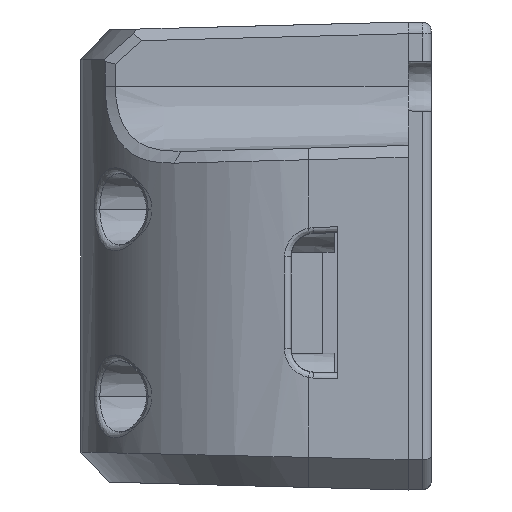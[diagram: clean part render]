
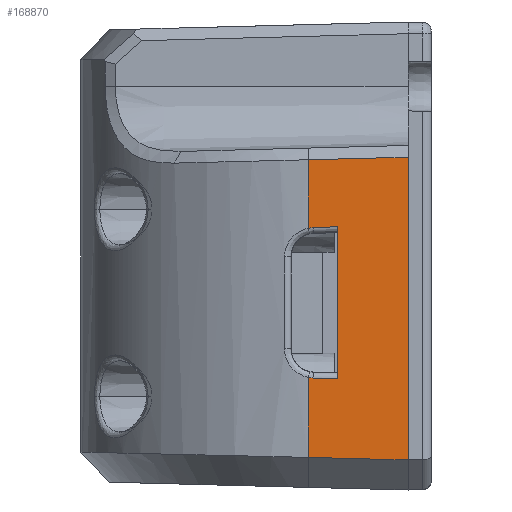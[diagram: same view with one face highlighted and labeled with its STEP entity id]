
A CAD part, left-side view. The second image highlights one B-rep face of the part: STEP entity #168870.
In plain terms, the highlighted planar face has unit normal (-1, 0.026, 0).
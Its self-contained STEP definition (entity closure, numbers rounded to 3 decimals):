
#164320=CARTESIAN_POINT('',(-150.,2.,
-17.435));
#164330=VERTEX_POINT('',#164320);
#166450=CARTESIAN_POINT('',(-150.,2.,8.448));
#166460=VERTEX_POINT('',#166450);
#167840=CARTESIAN_POINT('',(-150.,2.,5.));
#167850=DIRECTION('',(0.,0.,-1.));
#167860=VECTOR('',#167850,1.);
#167870=LINE('',#167840,#167860);
#167880=EDGE_CURVE('',#166460,#164330,#167870,.T.);
#168030=CARTESIAN_POINT('',(-150.,2.,-17.995));
#168040=DIRECTION('',(-1.,0.026,0.));
#168050=DIRECTION('',(0.,0.,1.));
#168060=AXIS2_PLACEMENT_3D('',#168030,#168040,#168050);
#168070=PLANE('',#168060);
#168080=CARTESIAN_POINT('',(-149.843,8.,
2.501));
#168090=DIRECTION('',(0.026,0.999,
-0.035));
#168100=VECTOR('',#168090,1.);
#168110=LINE('',#168080,#168100);
#168120=CARTESIAN_POINT('',(-149.843,8.,2.501));
#168130=VERTEX_POINT('',#168120);
#168140=CARTESIAN_POINT('',(-149.788,10.1,
2.427));
#168150=VERTEX_POINT('',#168140);
#168160=EDGE_CURVE('',#168130,#168150,#168110,.T.);
#168170=ORIENTED_EDGE('',*,*,#168160,.F.);
#168180=CARTESIAN_POINT('',(-149.788,10.1,
2.427));
#168190=CARTESIAN_POINT('',(-149.787,10.148,
2.426));
#168200=CARTESIAN_POINT('',(-149.784,10.242,
2.42));
#168210=CARTESIAN_POINT('',(-149.78,10.384,
2.403));
#168220=CARTESIAN_POINT('',(-149.778,10.477,
2.386));
#168230=CARTESIAN_POINT('',(-149.777,10.524,
2.376));
#168240=B_SPLINE_CURVE_WITH_KNOTS('',3,(#168180,#168190,#168200,#168210,
#168220,#168230),.UNSPECIFIED.,.F.,.F.,(4,1,1,4),(0.,0.333,
0.667,1.),.UNSPECIFIED.);
#168250=CARTESIAN_POINT('',(-149.777,10.524,
2.376));
#168260=VERTEX_POINT('',#168250);
#168270=EDGE_CURVE('',#168150,#168260,#168240,.T.);
#168280=ORIENTED_EDGE('',*,*,#168270,.F.);
#168290=CARTESIAN_POINT('',(-149.777,10.524,
8.225));
#168300=DIRECTION('',(0.,0.,-1.));
#168310=VECTOR('',#168300,1.);
#168320=LINE('',#168290,#168310);
#168330=CARTESIAN_POINT('',(-149.777,10.524,
8.225));
#168340=VERTEX_POINT('',#168330);
#168350=EDGE_CURVE('',#168340,#168260,#168320,.T.);
#168360=ORIENTED_EDGE('',*,*,#168350,.T.);
#168370=CARTESIAN_POINT('',(-149.777,10.524,
8.225));
#168380=DIRECTION('',(-0.026,-0.999,
0.026));
#168390=VECTOR('',#168380,1.);
#168400=LINE('',#168370,#168390);
#168410=EDGE_CURVE('',#168340,#166460,#168400,.T.);
#168420=ORIENTED_EDGE('',*,*,#168410,.F.);
#168430=ORIENTED_EDGE('',*,*,#167880,.F.);
#168440=CARTESIAN_POINT('',(-150.,2.,-17.435));
#168450=DIRECTION('',(0.026,0.999,
0.026));
#168460=VECTOR('',#168450,1.);
#168470=LINE('',#168440,#168460);
#168480=CARTESIAN_POINT('',(-149.777,10.524,
-17.211));
#168490=VERTEX_POINT('',#168480);
#168500=EDGE_CURVE('',#164330,#168490,#168470,.T.);
#168510=ORIENTED_EDGE('',*,*,#168500,.F.);
#168520=CARTESIAN_POINT('',(-149.777,10.524,
-10.376));
#168530=DIRECTION('',(0.,0.,-1.));
#168540=VECTOR('',#168530,1.);
#168550=LINE('',#168520,#168540);
#168560=CARTESIAN_POINT('',(-149.777,10.524,
-10.376));
#168570=VERTEX_POINT('',#168560);
#168580=EDGE_CURVE('',#168570,#168490,#168550,.T.);
#168590=ORIENTED_EDGE('',*,*,#168580,.T.);
#168600=CARTESIAN_POINT('',(-149.777,10.524,
-10.376));
#168610=CARTESIAN_POINT('',(-149.778,10.477,
-10.386));
#168620=CARTESIAN_POINT('',(-149.78,10.384,
-10.403));
#168630=CARTESIAN_POINT('',(-149.784,10.242,
-10.42));
#168640=CARTESIAN_POINT('',(-149.787,10.148,
-10.426));
#168650=CARTESIAN_POINT('',(-149.788,10.1,
-10.427));
#168660=B_SPLINE_CURVE_WITH_KNOTS('',3,(#168600,#168610,#168620,#168630,
#168640,#168650),.UNSPECIFIED.,.F.,.F.,(4,1,1,4),(0.,0.333,
0.667,1.),.UNSPECIFIED.);
#168670=CARTESIAN_POINT('',(-149.788,10.1,
-10.427));
#168680=VERTEX_POINT('',#168670);
#168690=EDGE_CURVE('',#168570,#168680,#168660,.T.);
#168700=ORIENTED_EDGE('',*,*,#168690,.F.);
#168710=CARTESIAN_POINT('',(-149.788,10.1,
-10.427));
#168720=DIRECTION('',(-0.026,-0.999,
-0.035));
#168730=VECTOR('',#168720,1.);
#168740=LINE('',#168710,#168730);
#168750=CARTESIAN_POINT('',(-149.843,8.,-10.501));
#168760=VERTEX_POINT('',#168750);
#168770=EDGE_CURVE('',#168680,#168760,#168740,.T.);
#168780=ORIENTED_EDGE('',*,*,#168770,.F.);
#168790=CARTESIAN_POINT('',(-149.843,8.,2.859));
#168800=DIRECTION('',(0.,0.,-1.));
#168810=VECTOR('',#168800,1.);
#168820=LINE('',#168790,#168810);
#168830=EDGE_CURVE('',#168130,#168760,#168820,.T.);
#168840=ORIENTED_EDGE('',*,*,#168830,.T.);
#168850=EDGE_LOOP('',(#168840,#168780,#168700,#168590,#168510,#168430,
#168420,#168360,#168280,#168170));
#168860=FACE_OUTER_BOUND('',#168850,.T.);
#168870=ADVANCED_FACE('',(#168860),#168070,.T.);
